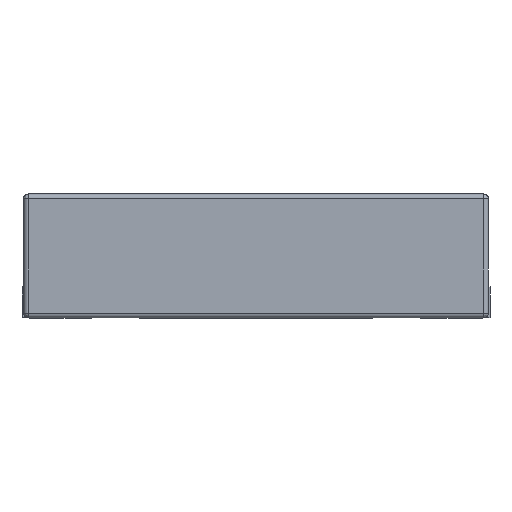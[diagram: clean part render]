
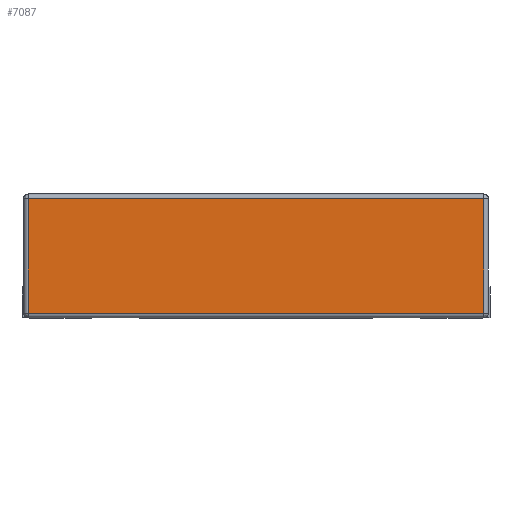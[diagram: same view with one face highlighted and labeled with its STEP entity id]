
A CAD part, front view. The second image highlights one B-rep face of the part: STEP entity #7087.
In plain terms, the highlighted planar face has unit normal (0, -1, 0).
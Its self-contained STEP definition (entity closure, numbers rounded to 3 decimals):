
#929 = LINE ( 'NONE', #7022, #3616 ) ;
#958 = ORIENTED_EDGE ( 'NONE', *, *, #9218, .T. ) ;
#1421 = LINE ( 'NONE', #13824, #13187 ) ;
#1556 = EDGE_CURVE ( 'NONE', #4243, #10412, #1421, .T. ) ;
#2764 = DIRECTION ( 'NONE',  ( 1., 0., 0. ) ) ;
#3616 = VECTOR ( 'NONE', #11558, 1000. ) ;
#3911 = CARTESIAN_POINT ( 'NONE',  ( 1.25, -3., 0.77 ) ) ;
#4081 = LINE ( 'NONE', #8295, #10131 ) ;
#4243 = VERTEX_POINT ( 'NONE', #4508 ) ;
#4508 = CARTESIAN_POINT ( 'NONE',  ( 1.97, -3., 0.03 ) ) ;
#4823 = CARTESIAN_POINT ( 'NONE',  ( -0.97, -3., 0.03 ) ) ;
#5733 = FACE_OUTER_BOUND ( 'NONE', #12013, .T. ) ;
#6016 = ORIENTED_EDGE ( 'NONE', *, *, #11069, .T. ) ;
#6347 = CARTESIAN_POINT ( 'NONE',  ( 2., -3., 0. ) ) ;
#6464 = ORIENTED_EDGE ( 'NONE', *, *, #8662, .F. ) ;
#7022 = CARTESIAN_POINT ( 'NONE',  ( -0.97, -3., 0. ) ) ;
#7087 = ADVANCED_FACE ( 'NONE', ( #5733 ), #8582, .T. ) ;
#7500 = DIRECTION ( 'NONE',  ( 0., 0., -1. ) ) ;
#8295 = CARTESIAN_POINT ( 'NONE',  ( 2., -3., 0.03 ) ) ;
#8540 = VERTEX_POINT ( 'NONE', #4823 ) ;
#8582 = PLANE ( 'NONE',  #12859 ) ;
#8662 = EDGE_CURVE ( 'NONE', #12126, #10412, #13931, .T. ) ;
#9218 = EDGE_CURVE ( 'NONE', #8540, #4243, #4081, .T. ) ;
#9440 = DIRECTION ( 'NONE',  ( 1., 0., 0. ) ) ;
#10131 = VECTOR ( 'NONE', #9440, 1000. ) ;
#10321 = CARTESIAN_POINT ( 'NONE',  ( -0.97, -3., 0.77 ) ) ;
#10412 = VERTEX_POINT ( 'NONE', #13443 ) ;
#11069 = EDGE_CURVE ( 'NONE', #12126, #8540, #929, .T. ) ;
#11558 = DIRECTION ( 'NONE',  ( 0., 0., -1. ) ) ;
#12013 = EDGE_LOOP ( 'NONE', ( #6016, #958, #12817, #6464 ) ) ;
#12126 = VERTEX_POINT ( 'NONE', #10321 ) ;
#12665 = DIRECTION ( 'NONE',  ( 0., 0., 1. ) ) ;
#12817 = ORIENTED_EDGE ( 'NONE', *, *, #1556, .T. ) ;
#12859 = AXIS2_PLACEMENT_3D ( 'NONE', #6347, #14323, #7500 ) ;
#13187 = VECTOR ( 'NONE', #12665, 1000. ) ;
#13443 = CARTESIAN_POINT ( 'NONE',  ( 1.97, -3., 0.77 ) ) ;
#13561 = VECTOR ( 'NONE', #2764, 1000. ) ;
#13824 = CARTESIAN_POINT ( 'NONE',  ( 1.97, -3., 0. ) ) ;
#13931 = LINE ( 'NONE', #3911, #13561 ) ;
#14323 = DIRECTION ( 'NONE',  ( 0., -1., 0. ) ) ;
